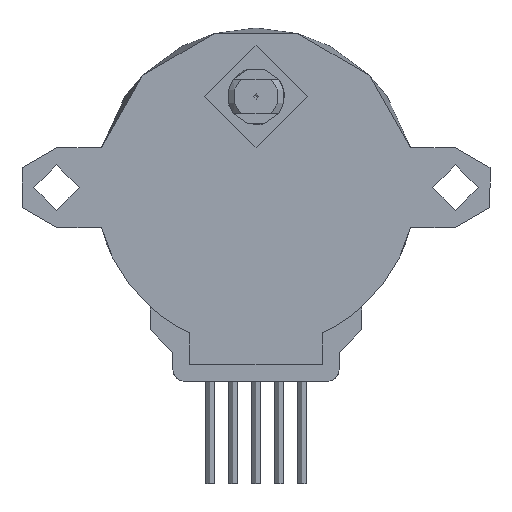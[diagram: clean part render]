
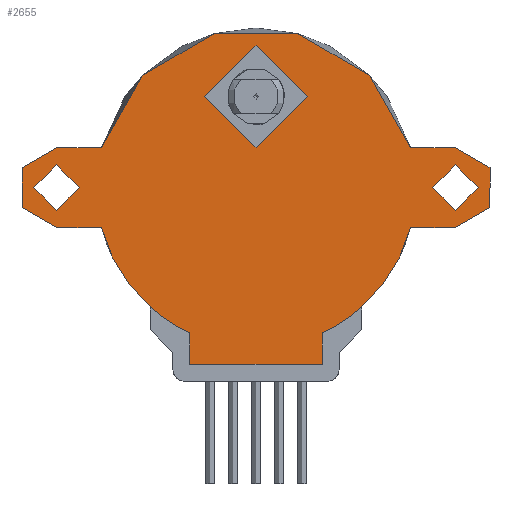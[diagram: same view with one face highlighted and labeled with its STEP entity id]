
A CAD part, front view. The second image highlights one B-rep face of the part: STEP entity #2655.
In plain terms, the highlighted planar face has unit normal (0, -1, 0).
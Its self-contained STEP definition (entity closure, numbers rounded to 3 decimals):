
#82=FACE_BOUND('',#990,.T.);
#83=FACE_BOUND('',#991,.T.);
#84=FACE_BOUND('',#992,.T.);
#305=LINE('',#5090,#550);
#310=LINE('',#5102,#555);
#312=LINE('',#5105,#557);
#323=LINE('',#5139,#568);
#324=LINE('',#5142,#569);
#325=LINE('',#5144,#570);
#326=LINE('',#5147,#571);
#550=VECTOR('',#3217,2.758);
#555=VECTOR('',#3232,2.758);
#557=VECTOR('',#3236,11.6);
#568=VECTOR('',#3275,3.945);
#569=VECTOR('',#3278,3.945);
#570=VECTOR('',#3279,3.945);
#571=VECTOR('',#3282,3.945);
#697=PLANE('',#2831);
#819=FACE_OUTER_BOUND('',#989,.T.);
#989=EDGE_LOOP('',(#2086,#2087,#2088,#2089,#2090,#2091,#2092,#2093,#2094,
#2095,#2096,#2097,#2098,#2099));
#990=EDGE_LOOP('',(#2100));
#991=EDGE_LOOP('',(#2101));
#992=EDGE_LOOP('',(#2102));
#1104=CIRCLE('',#2753,14.);
#1106=CIRCLE('',#2755,14.);
#1108=CIRCLE('',#2757,14.);
#1117=CIRCLE('',#2813,14.);
#1118=CIRCLE('',#2815,14.);
#1125=CIRCLE('',#2832,3.5);
#1126=CIRCLE('',#2833,3.5);
#1127=CIRCLE('',#2834,2.);
#1128=CIRCLE('',#2835,2.);
#1129=CIRCLE('',#2836,4.5);
#1215=VERTEX_POINT('',#4104);
#1217=VERTEX_POINT('',#4108);
#1218=VERTEX_POINT('',#4110);
#1221=VERTEX_POINT('',#4116);
#1222=VERTEX_POINT('',#4118);
#1225=VERTEX_POINT('',#4124);
#1316=VERTEX_POINT('',#5088);
#1317=VERTEX_POINT('',#5089);
#1318=VERTEX_POINT('',#5096);
#1319=VERTEX_POINT('',#5101);
#1328=VERTEX_POINT('',#5138);
#1329=VERTEX_POINT('',#5140);
#1330=VERTEX_POINT('',#5143);
#1331=VERTEX_POINT('',#5145);
#1332=VERTEX_POINT('',#5148);
#1333=VERTEX_POINT('',#5150);
#1334=VERTEX_POINT('',#5152);
#1454=EDGE_CURVE('',#1217,#1218,#1104,.T.);
#1458=EDGE_CURVE('',#1221,#1222,#1106,.T.);
#1462=EDGE_CURVE('',#1225,#1215,#1108,.T.);
#1595=EDGE_CURVE('',#1316,#1317,#305,.T.);
#1598=EDGE_CURVE('',#1217,#1316,#1117,.T.);
#1599=EDGE_CURVE('',#1318,#1215,#1118,.T.);
#1602=EDGE_CURVE('',#1319,#1318,#310,.T.);
#1604=EDGE_CURVE('',#1317,#1319,#312,.T.);
#1621=EDGE_CURVE('',#1225,#1328,#323,.T.);
#1622=EDGE_CURVE('',#1328,#1329,#1125,.T.);
#1623=EDGE_CURVE('',#1329,#1222,#324,.T.);
#1624=EDGE_CURVE('',#1221,#1330,#325,.T.);
#1625=EDGE_CURVE('',#1330,#1331,#1126,.T.);
#1626=EDGE_CURVE('',#1331,#1218,#326,.T.);
#1627=EDGE_CURVE('',#1332,#1332,#1127,.T.);
#1628=EDGE_CURVE('',#1333,#1333,#1128,.T.);
#1629=EDGE_CURVE('',#1334,#1334,#1129,.T.);
#2086=ORIENTED_EDGE('',*,*,#1602,.T.);
#2087=ORIENTED_EDGE('',*,*,#1599,.T.);
#2088=ORIENTED_EDGE('',*,*,#1462,.F.);
#2089=ORIENTED_EDGE('',*,*,#1621,.T.);
#2090=ORIENTED_EDGE('',*,*,#1622,.T.);
#2091=ORIENTED_EDGE('',*,*,#1623,.T.);
#2092=ORIENTED_EDGE('',*,*,#1458,.F.);
#2093=ORIENTED_EDGE('',*,*,#1624,.T.);
#2094=ORIENTED_EDGE('',*,*,#1625,.T.);
#2095=ORIENTED_EDGE('',*,*,#1626,.T.);
#2096=ORIENTED_EDGE('',*,*,#1454,.F.);
#2097=ORIENTED_EDGE('',*,*,#1598,.T.);
#2098=ORIENTED_EDGE('',*,*,#1595,.T.);
#2099=ORIENTED_EDGE('',*,*,#1604,.T.);
#2100=ORIENTED_EDGE('',*,*,#1627,.T.);
#2101=ORIENTED_EDGE('',*,*,#1628,.F.);
#2102=ORIENTED_EDGE('',*,*,#1629,.T.);
#2655=ADVANCED_FACE('',(#819,#82,#83,#84),#697,.F.);
#2753=AXIS2_PLACEMENT_3D('',#4111,#2994,#2995);
#2755=AXIS2_PLACEMENT_3D('',#4119,#3000,#3001);
#2757=AXIS2_PLACEMENT_3D('',#4126,#3006,#3007);
#2813=AXIS2_PLACEMENT_3D('',#5094,#3222,#3223);
#2815=AXIS2_PLACEMENT_3D('',#5097,#3226,#3227);
#2831=AXIS2_PLACEMENT_3D('',#5137,#3273,#3274);
#2832=AXIS2_PLACEMENT_3D('',#5141,#3276,#3277);
#2833=AXIS2_PLACEMENT_3D('',#5146,#3280,#3281);
#2834=AXIS2_PLACEMENT_3D('',#5149,#3283,#3284);
#2835=AXIS2_PLACEMENT_3D('',#5151,#3285,#3286);
#2836=AXIS2_PLACEMENT_3D('',#5153,#3287,#3288);
#2994=DIRECTION('center_axis',(0.,1.,0.));
#2995=DIRECTION('ref_axis',(1.,0.,0.));
#3000=DIRECTION('center_axis',(0.,1.,0.));
#3001=DIRECTION('ref_axis',(1.,0.,0.));
#3006=DIRECTION('center_axis',(0.,1.,0.));
#3007=DIRECTION('ref_axis',(1.,0.,0.));
#3217=DIRECTION('',(0.,0.,-1.));
#3222=DIRECTION('center_axis',(0.,-1.,0.));
#3223=DIRECTION('ref_axis',(1.,0.,0.));
#3226=DIRECTION('center_axis',(0.,-1.,0.));
#3227=DIRECTION('ref_axis',(1.,0.,0.));
#3232=DIRECTION('',(0.,0.,1.));
#3236=DIRECTION('',(1.,0.,0.));
#3273=DIRECTION('center_axis',(0.,1.,0.));
#3274=DIRECTION('ref_axis',(0.,0.,1.));
#3275=DIRECTION('',(1.,0.,0.));
#3276=DIRECTION('center_axis',(0.,-1.,0.));
#3277=DIRECTION('ref_axis',(-1.,0.,0.));
#3278=DIRECTION('',(-1.,0.,0.));
#3279=DIRECTION('',(-1.,0.,0.));
#3280=DIRECTION('center_axis',(0.,-1.,0.));
#3281=DIRECTION('ref_axis',(1.,0.,0.));
#3282=DIRECTION('',(1.,0.,0.));
#3283=DIRECTION('center_axis',(0.,1.,0.));
#3284=DIRECTION('ref_axis',(1.,0.,0.));
#3285=DIRECTION('center_axis',(0.,-1.,0.));
#3286=DIRECTION('ref_axis',(1.,0.,0.));
#3287=DIRECTION('center_axis',(0.,1.,0.));
#3288=DIRECTION('ref_axis',(1.,0.,0.));
#4104=CARTESIAN_POINT('',(9.3,0.,-10.465));
#4108=CARTESIAN_POINT('',(-9.3,0.,-10.465));
#4110=CARTESIAN_POINT('',(-13.555,0.,-3.5));
#4111=CARTESIAN_POINT('Origin',(0.,0.,0.));
#4116=CARTESIAN_POINT('',(-13.555,0.,3.5));
#4118=CARTESIAN_POINT('',(13.555,0.,3.5));
#4119=CARTESIAN_POINT('Origin',(0.,0.,0.));
#4124=CARTESIAN_POINT('',(13.555,0.,-3.5));
#4126=CARTESIAN_POINT('Origin',(0.,0.,0.));
#5088=CARTESIAN_POINT('',(-5.8,0.,-12.742));
#5089=CARTESIAN_POINT('',(-5.8,0.,-15.5));
#5090=CARTESIAN_POINT('',(-5.8,0.,-13.853));
#5094=CARTESIAN_POINT('Origin',(0.,0.,0.));
#5096=CARTESIAN_POINT('',(5.8,0.,-12.742));
#5097=CARTESIAN_POINT('Origin',(0.,0.,0.));
#5101=CARTESIAN_POINT('',(5.8,0.,-15.5));
#5102=CARTESIAN_POINT('',(5.8,0.,-13.853));
#5105=CARTESIAN_POINT('',(-5.8,0.,-15.5));
#5137=CARTESIAN_POINT('Origin',(0.,0.,0.));
#5138=CARTESIAN_POINT('',(17.5,0.,-3.5));
#5139=CARTESIAN_POINT('',(17.5,0.,-3.5));
#5140=CARTESIAN_POINT('',(17.5,0.,3.5));
#5141=CARTESIAN_POINT('Origin',(17.5,0.,0.));
#5142=CARTESIAN_POINT('',(-17.5,0.,3.5));
#5143=CARTESIAN_POINT('',(-17.5,0.,3.5));
#5144=CARTESIAN_POINT('',(-17.5,0.,3.5));
#5145=CARTESIAN_POINT('',(-17.5,0.,-3.5));
#5146=CARTESIAN_POINT('Origin',(-17.5,0.,0.));
#5147=CARTESIAN_POINT('',(17.5,0.,-3.5));
#5148=CARTESIAN_POINT('',(-15.5,0.,0.));
#5149=CARTESIAN_POINT('Origin',(-17.5,0.,0.));
#5150=CARTESIAN_POINT('',(19.5,0.,0.));
#5151=CARTESIAN_POINT('Origin',(17.5,0.,0.));
#5152=CARTESIAN_POINT('',(4.5,0.,8.));
#5153=CARTESIAN_POINT('Origin',(0.,0.,8.));
